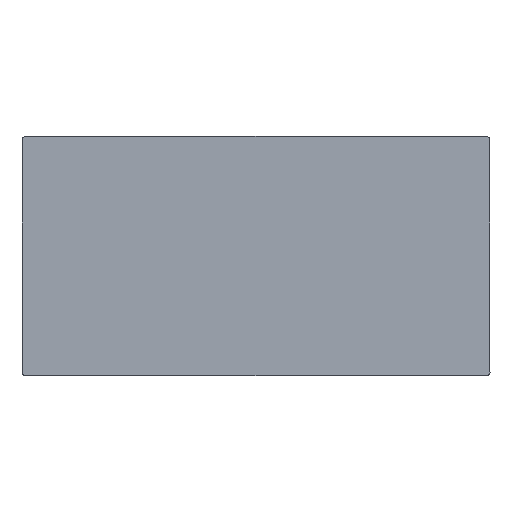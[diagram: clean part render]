
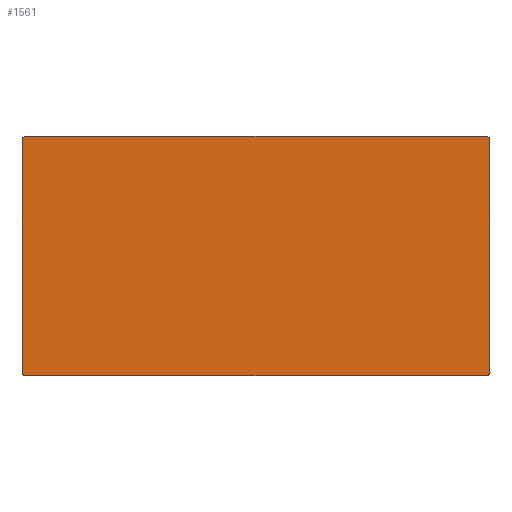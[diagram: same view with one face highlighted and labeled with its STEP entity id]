
A CAD part, left-side view. The second image highlights one B-rep face of the part: STEP entity #1561.
In plain terms, the highlighted planar face has unit normal (-1, 0, 0).
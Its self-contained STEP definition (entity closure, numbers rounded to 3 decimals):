
#681=CARTESIAN_POINT(' ',(0.,-59.149,-33.933));
#686=DIRECTION(' ',(1.,0.,0.));
#691=DIRECTION(' ',(0.,-1.,0.001));
#696=AXIS2_PLACEMENT_3D(' ',#681,#686,#691);
#701=CIRCLE('',#696,0.799);
#706=CARTESIAN_POINT(' ',(0.,-59.948,-33.932));
#707=VERTEX_POINT(' ',#706);
#711=CARTESIAN_POINT(' ',(0.,-59.148,-34.732));
#712=VERTEX_POINT(' ',#711);
#716=EDGE_CURVE(' ',#707,#712,#701,.T.);
#831=CARTESIAN_POINT(' ',(0.,0.003,-34.732));
#836=DIRECTION(' ',(0.,-1.,0.));
#841=VECTOR(' ',#836,1.);
#846=LINE('',#831,#841);
#851=CARTESIAN_POINT(' ',(0.,0.003,-34.732));
#852=VERTEX_POINT(' ',#851);
#856=EDGE_CURVE(' ',#852,#712,#846,.T.);
#1226=DIRECTION(' ',(-1.,-0.,-0.));
#1231=CARTESIAN_POINT(' ',(0.,-59.948,-34.732));
#1236=DIRECTION(' ',(0.,0.,1.));
#1241=AXIS2_PLACEMENT_3D(' ',#1231,#1226,#1236);
#1246=PLANE('',#1241);
#1251=ORIENTED_EDGE(' ',*,*,#716,.F.);
#1256=CARTESIAN_POINT(' ',(0.,-59.948,-33.932));
#1261=DIRECTION(' ',(0.,0.,1.));
#1266=VECTOR(' ',#1261,1.);
#1271=LINE('',#1256,#1266);
#1276=CARTESIAN_POINT(' ',(0.,-59.948,25.7));
#1277=VERTEX_POINT(' ',#1276);
#1281=EDGE_CURVE(' ',#707,#1277,#1271,.T.);
#1286=ORIENTED_EDGE(' ',*,*,#1281,.T.);
#1291=CARTESIAN_POINT(' ',(0.,-59.148,25.701));
#1296=DIRECTION(' ',(1.,0.,0.));
#1301=DIRECTION(' ',(0.,0.001,1.));
#1306=AXIS2_PLACEMENT_3D(' ',#1291,#1296,#1301);
#1311=CIRCLE('',#1306,0.8);
#1316=CARTESIAN_POINT(' ',(0.,-59.148,26.5));
#1317=VERTEX_POINT(' ',#1316);
#1321=EDGE_CURVE(' ',#1317,#1277,#1311,.T.);
#1326=ORIENTED_EDGE(' ',*,*,#1321,.F.);
#1331=CARTESIAN_POINT(' ',(0.,-59.148,26.5));
#1336=DIRECTION(' ',(0.,1.,0.));
#1341=VECTOR(' ',#1336,1.);
#1346=LINE('',#1331,#1341);
#1351=CARTESIAN_POINT(' ',(0.,0.003,26.5));
#1352=VERTEX_POINT(' ',#1351);
#1356=EDGE_CURVE(' ',#1317,#1352,#1346,.T.);
#1361=ORIENTED_EDGE(' ',*,*,#1356,.T.);
#1366=CARTESIAN_POINT(' ',(0.,59.154,26.5));
#1371=DIRECTION(' ',(0.,-1.,0.));
#1376=VECTOR(' ',#1371,1.);
#1381=LINE('',#1366,#1376);
#1386=CARTESIAN_POINT(' ',(0.,59.154,26.5));
#1387=VERTEX_POINT(' ',#1386);
#1391=EDGE_CURVE(' ',#1387,#1352,#1381,.T.);
#1396=ORIENTED_EDGE(' ',*,*,#1391,.F.);
#1401=CARTESIAN_POINT(' ',(0.,59.155,25.701));
#1406=DIRECTION(' ',(1.,0.,0.));
#1411=DIRECTION(' ',(0.,1.,-0.001));
#1416=AXIS2_PLACEMENT_3D(' ',#1401,#1406,#1411);
#1421=CIRCLE('',#1416,0.799);
#1426=CARTESIAN_POINT(' ',(0.,59.954,25.7));
#1427=VERTEX_POINT(' ',#1426);
#1431=EDGE_CURVE(' ',#1427,#1387,#1421,.T.);
#1436=ORIENTED_EDGE(' ',*,*,#1431,.F.);
#1441=CARTESIAN_POINT(' ',(0.,59.954,25.7));
#1446=DIRECTION(' ',(0.,0.,-1.));
#1451=VECTOR(' ',#1446,1.);
#1456=LINE('',#1441,#1451);
#1461=CARTESIAN_POINT(' ',(0.,59.954,-33.932));
#1462=VERTEX_POINT(' ',#1461);
#1466=EDGE_CURVE(' ',#1427,#1462,#1456,.T.);
#1471=ORIENTED_EDGE(' ',*,*,#1466,.T.);
#1476=CARTESIAN_POINT(' ',(0.,59.154,-33.933));
#1481=DIRECTION(' ',(1.,0.,0.));
#1486=DIRECTION(' ',(0.,-0.001,-1.));
#1491=AXIS2_PLACEMENT_3D(' ',#1476,#1481,#1486);
#1496=CIRCLE('',#1491,0.8);
#1501=CARTESIAN_POINT(' ',(0.,59.154,-34.732));
#1502=VERTEX_POINT(' ',#1501);
#1506=EDGE_CURVE(' ',#1502,#1462,#1496,.T.);
#1511=ORIENTED_EDGE(' ',*,*,#1506,.F.);
#1516=CARTESIAN_POINT(' ',(0.,0.003,-34.732));
#1521=DIRECTION(' ',(0.,1.,0.));
#1526=VECTOR(' ',#1521,1.);
#1531=LINE('',#1516,#1526);
#1536=EDGE_CURVE(' ',#852,#1502,#1531,.T.);
#1541=ORIENTED_EDGE(' ',*,*,#1536,.F.);
#1546=ORIENTED_EDGE(' ',*,*,#856,.T.);
#1551=EDGE_LOOP(' ',(#1251,#1286,#1326,#1361,#1396,#1436,#1471,#1511,#1541,#1546));
#1556=FACE_OUTER_BOUND(' ',#1551,.T.);
#1561=ADVANCED_FACE('',(#1556),#1246,.T.);
